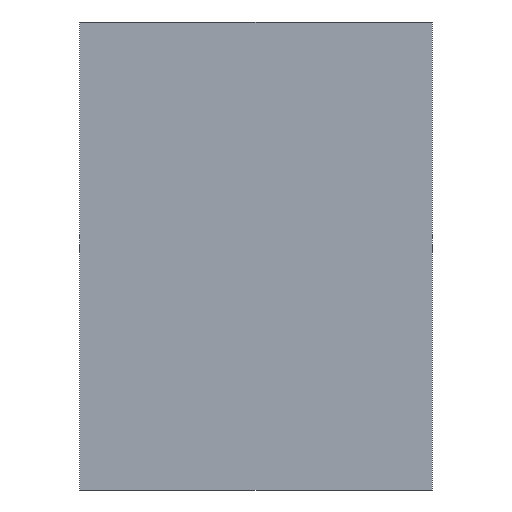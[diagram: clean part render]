
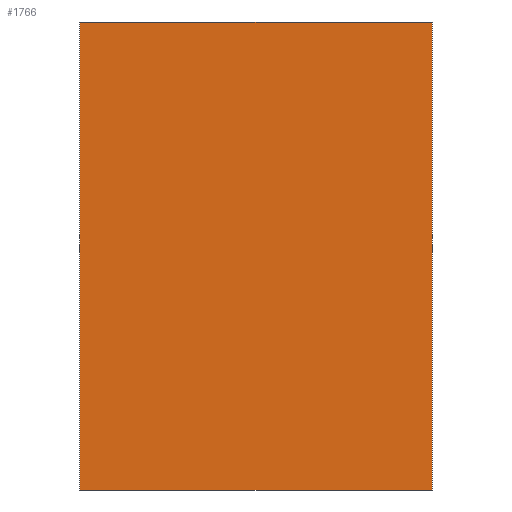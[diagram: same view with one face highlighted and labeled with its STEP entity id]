
A CAD part, front view. The second image highlights one B-rep face of the part: STEP entity #1766.
In plain terms, the highlighted planar face has unit normal (0, -1, 0).
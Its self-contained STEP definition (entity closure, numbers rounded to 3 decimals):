
#161=FACE_OUTER_BOUND('',#264,.T.);
#264=EDGE_LOOP('',(#1564,#1565,#1566,#1567));
#468=LINE('',#2846,#679);
#471=LINE('',#2851,#682);
#473=LINE('',#2855,#684);
#475=LINE('',#2858,#686);
#679=VECTOR('',#2350,10.);
#682=VECTOR('',#2355,10.);
#684=VECTOR('',#2359,10.);
#686=VECTOR('',#2363,10.);
#841=VERTEX_POINT('',#2844);
#842=VERTEX_POINT('',#2845);
#843=VERTEX_POINT('',#2850);
#844=VERTEX_POINT('',#2854);
#1078=EDGE_CURVE('',#841,#842,#468,.T.);
#1081=EDGE_CURVE('',#843,#841,#471,.T.);
#1083=EDGE_CURVE('',#844,#843,#473,.T.);
#1085=EDGE_CURVE('',#842,#844,#475,.T.);
#1564=ORIENTED_EDGE('',*,*,#1085,.F.);
#1565=ORIENTED_EDGE('',*,*,#1078,.F.);
#1566=ORIENTED_EDGE('',*,*,#1081,.F.);
#1567=ORIENTED_EDGE('',*,*,#1083,.F.);
#1646=PLANE('',#1904);
#1766=ADVANCED_FACE('',(#161),#1646,.F.);
#1904=AXIS2_PLACEMENT_3D('',#2859,#2364,#2365);
#2350=DIRECTION('',(1.,0.,0.));
#2355=DIRECTION('',(0.,0.,1.));
#2359=DIRECTION('',(-1.,0.,0.));
#2363=DIRECTION('',(0.,0.,-1.));
#2364=DIRECTION('center_axis',(0.,1.,0.));
#2365=DIRECTION('ref_axis',(1.,0.,0.));
#2844=CARTESIAN_POINT('',(-930.,0.,1235.));
#2845=CARTESIAN_POINT('',(930.,0.,1235.));
#2846=CARTESIAN_POINT('',(-930.,0.,1235.));
#2850=CARTESIAN_POINT('',(-930.,0.,-1235.));
#2851=CARTESIAN_POINT('',(-930.,0.,-1235.));
#2854=CARTESIAN_POINT('',(930.,0.,-1235.));
#2855=CARTESIAN_POINT('',(930.,0.,-1235.));
#2858=CARTESIAN_POINT('',(930.,0.,1235.));
#2859=CARTESIAN_POINT('Origin',(0.,0.,0.));
